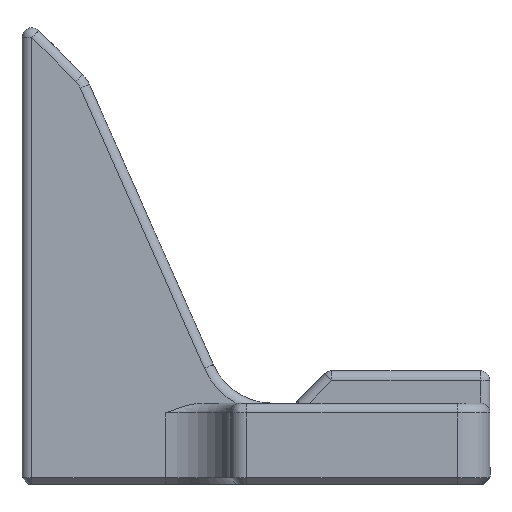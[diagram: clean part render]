
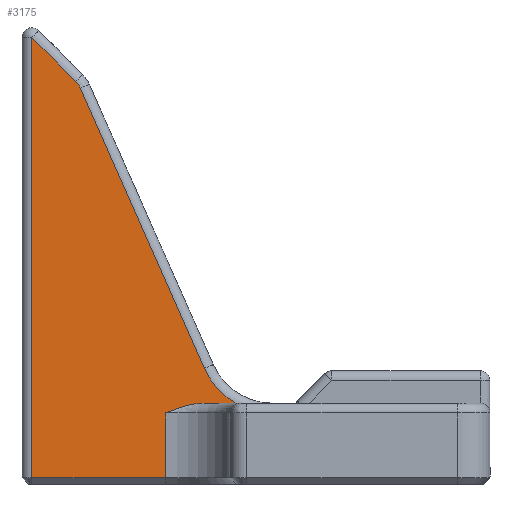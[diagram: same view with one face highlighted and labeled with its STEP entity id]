
A CAD part, left-side view. The second image highlights one B-rep face of the part: STEP entity #3175.
In plain terms, the highlighted planar face has unit normal (-1, 0, 0).
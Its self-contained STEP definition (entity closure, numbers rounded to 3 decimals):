
#111=PLANE('',#3474);
#134=LINE('',#4514,#366);
#193=LINE('',#4998,#425);
#321=LINE('',#6752,#553);
#323=LINE('',#6780,#555);
#327=LINE('',#6786,#559);
#333=LINE('',#6845,#565);
#366=VECTOR('',#3565,10.);
#425=VECTOR('',#3754,10.);
#553=VECTOR('',#4204,10.);
#555=VECTOR('',#4214,10.);
#559=VECTOR('',#4222,10.);
#565=VECTOR('',#4246,10.);
#807=FACE_OUTER_BOUND('',#1009,.T.);
#1009=EDGE_LOOP('',(#2840,#2841,#2842,#2843,#2844,#2845,#2846,#2847,#2848));
#1121=B_SPLINE_CURVE_WITH_KNOTS('',3,(#6484,#6485,#6486,#6487),
 .UNSPECIFIED.,.F.,.F.,(4,4),(0.,0.224),.UNSPECIFIED.);
#1255=CIRCLE('',#3456,4.6);
#1259=CIRCLE('',#3461,1.4);
#1304=VERTEX_POINT('',#4508);
#1305=VERTEX_POINT('',#4513);
#1391=VERTEX_POINT('',#4989);
#1393=VERTEX_POINT('',#4996);
#1499=VERTEX_POINT('',#6483);
#1527=VERTEX_POINT('',#6736);
#1531=VERTEX_POINT('',#6744);
#1533=VERTEX_POINT('',#6750);
#1535=VERTEX_POINT('',#6775);
#1585=EDGE_CURVE('',#1305,#1304,#134,.T.);
#1707=EDGE_CURVE('',#1393,#1391,#193,.T.);
#1902=EDGE_CURVE('',#1305,#1499,#1121,.F.);
#1965=EDGE_CURVE('',#1531,#1304,#1255,.T.);
#1968=EDGE_CURVE('',#1533,#1531,#321,.T.);
#1971=EDGE_CURVE('',#1535,#1533,#1259,.T.);
#1973=EDGE_CURVE('',#1527,#1535,#323,.T.);
#1977=EDGE_CURVE('',#1391,#1527,#327,.T.);
#1989=EDGE_CURVE('',#1499,#1393,#333,.T.);
#2840=ORIENTED_EDGE('',*,*,#1707,.F.);
#2841=ORIENTED_EDGE('',*,*,#1989,.F.);
#2842=ORIENTED_EDGE('',*,*,#1902,.F.);
#2843=ORIENTED_EDGE('',*,*,#1585,.T.);
#2844=ORIENTED_EDGE('',*,*,#1965,.F.);
#2845=ORIENTED_EDGE('',*,*,#1968,.F.);
#2846=ORIENTED_EDGE('',*,*,#1971,.F.);
#2847=ORIENTED_EDGE('',*,*,#1973,.F.);
#2848=ORIENTED_EDGE('',*,*,#1977,.F.);
#3175=ADVANCED_FACE('',(#807),#111,.T.);
#3456=AXIS2_PLACEMENT_3D('',#6746,#4196,#4197);
#3461=AXIS2_PLACEMENT_3D('',#6777,#4208,#4209);
#3474=AXIS2_PLACEMENT_3D('',#6844,#4244,#4245);
#3565=DIRECTION('',(0.,-1.,0.));
#3754=DIRECTION('',(0.,1.,0.));
#4196=DIRECTION('center_axis',(-1.,0.,0.));
#4197=DIRECTION('ref_axis',(0.,0.546,-0.838));
#4204=DIRECTION('',(0.,-0.405,-0.914));
#4208=DIRECTION('center_axis',(1.,0.,0.));
#4209=DIRECTION('ref_axis',(0.,-0.565,-0.825));
#4214=DIRECTION('',(0.,-0.707,-0.707));
#4222=DIRECTION('',(0.,0.,1.));
#4244=DIRECTION('center_axis',(-1.,0.,0.));
#4245=DIRECTION('ref_axis',(0.,-1.,0.));
#4246=DIRECTION('',(0.,0.,-1.));
#4508=CARTESIAN_POINT('',(1.477,-73.753,23.306));
#4513=CARTESIAN_POINT('',(1.477,-71.694,23.306));
#4514=CARTESIAN_POINT('',(1.477,-69.423,23.306));
#4989=CARTESIAN_POINT('',(1.477,-61.171,18.706));
#4996=CARTESIAN_POINT('',(1.477,-69.423,18.706));
#4998=CARTESIAN_POINT('',(1.477,-69.784,18.706));
#6483=CARTESIAN_POINT('',(1.477,-69.423,22.706));
#6484=CARTESIAN_POINT('Ctrl Pts',(1.477,-69.423,22.706));
#6485=CARTESIAN_POINT('Ctrl Pts',(1.477,-70.118,22.975));
#6486=CARTESIAN_POINT('Ctrl Pts',(1.477,-70.949,23.306));
#6487=CARTESIAN_POINT('Ctrl Pts',(1.477,-71.694,23.306));
#6736=CARTESIAN_POINT('',(1.477,-61.171,45.857));
#6744=CARTESIAN_POINT('',(1.477,-71.818,25.445));
#6746=CARTESIAN_POINT('Origin',(1.477,-76.025,27.306));
#6750=CARTESIAN_POINT('',(1.477,-64.173,42.722));
#6752=CARTESIAN_POINT('',(1.477,-70.86,27.61));
#6775=CARTESIAN_POINT('',(1.477,-63.883,43.146));
#6777=CARTESIAN_POINT('Origin',(1.477,-62.893,42.156));
#6780=CARTESIAN_POINT('',(1.477,-69.396,37.632));
#6786=CARTESIAN_POINT('',(1.477,-61.171,18.306));
#6844=CARTESIAN_POINT('Origin',(1.477,-64.571,18.306));
#6845=CARTESIAN_POINT('',(1.477,-69.423,18.306));
